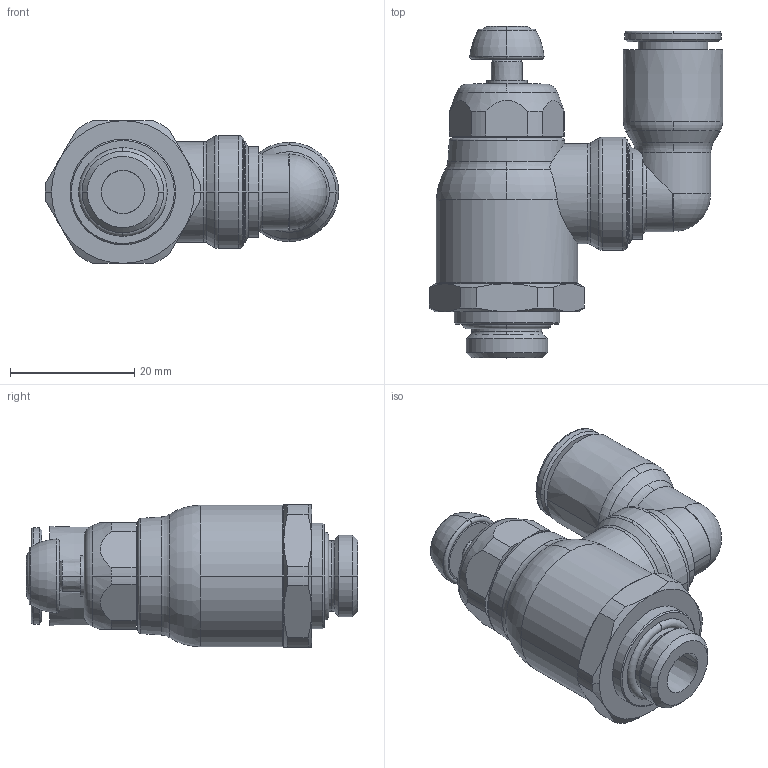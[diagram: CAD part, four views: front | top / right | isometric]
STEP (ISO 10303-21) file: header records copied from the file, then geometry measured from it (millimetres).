
FILE_DESCRIPTION(('STEP AP214'),'1');
FILE_NAME('7040_10_13.stp','2016-07-07T14:14:18',('TraceParts'),('TraceParts S.A.'),'Spatial InterOp 3D',' ',' ');
FILE_SCHEMA(('automotive_design'));
Length unit declared in the file: millimetre
Products named in the file (1): 1
Bounding box: 47.28 x 53.5 x 23 mm (x, y, z)
Volume: 21394.4 mm3; surface area: 6773.1 mm2
Topology: 1 solids, 2 shells, 191 faces, 500 edges, 318 vertices
Faces by surface type: cone 60, torus 54, cylinder 46, plane 31
Entity records: 6383 total; most frequent: CARTESIAN_POINT 1573, DIRECTION 1130, ORIENTED_EDGE 982, AXIS2_PLACEMENT_3D 507, EDGE_CURVE 491, VERTEX_POINT 316, CIRCLE 315, EDGE_LOOP 205
